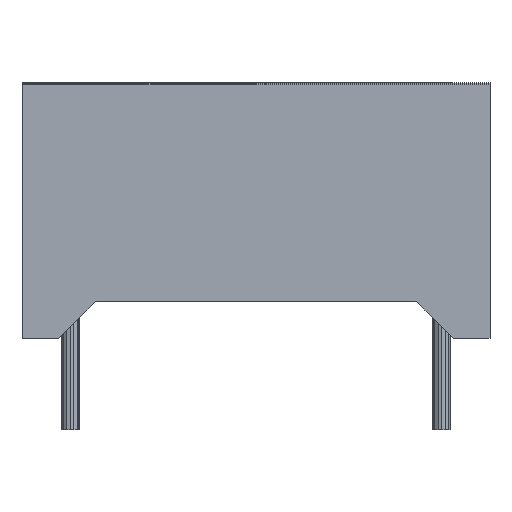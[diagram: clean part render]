
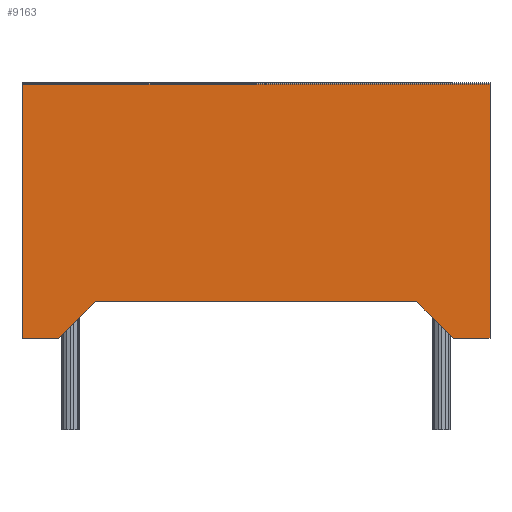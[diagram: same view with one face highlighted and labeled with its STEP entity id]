
A CAD part, front view. The second image highlights one B-rep face of the part: STEP entity #9163.
In plain terms, the highlighted planar face has unit normal (0, -1, 0).
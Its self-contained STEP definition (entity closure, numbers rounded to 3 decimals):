
#7583 = VERTEX_POINT('',#7584);
#7584 = CARTESIAN_POINT('',(2.496,-5.854,2.711));
#7607 = VERTEX_POINT('',#7608);
#7608 = CARTESIAN_POINT('',(-2.496,-5.854,2.711));
#7631 = EDGE_CURVE('',#7607,#7583,#7632,.T.);
#7632 = LINE('',#7633,#7634);
#7633 = CARTESIAN_POINT('',(-2.496,-5.854,2.711));
#7634 = VECTOR('',#7635,1.);
#7635 = DIRECTION('',(1.,0.,0.));
#9065 = EDGE_CURVE('',#9066,#7583,#9068,.T.);
#9066 = VERTEX_POINT('',#9067);
#9067 = CARTESIAN_POINT('',(2.496,-5.854,0.));
#9068 = LINE('',#9069,#9070);
#9069 = CARTESIAN_POINT('',(2.496,-5.854,0.));
#9070 = VECTOR('',#9071,1.);
#9071 = DIRECTION('',(0.,0.,1.));
#9121 = EDGE_CURVE('',#9122,#7607,#9124,.T.);
#9122 = VERTEX_POINT('',#9123);
#9123 = CARTESIAN_POINT('',(-2.496,-5.854,0.));
#9124 = LINE('',#9125,#9126);
#9125 = CARTESIAN_POINT('',(-2.496,-5.854,0.));
#9126 = VECTOR('',#9127,1.);
#9127 = DIRECTION('',(0.,0.,1.));
#9163 = ADVANCED_FACE('',(#9164),#9207,.T.);
#9164 = FACE_BOUND('',#9165,.T.);
#9165 = EDGE_LOOP('',(#9166,#9167,#9168,#9169,#9177,#9185,#9193,#9201));
#9166 = ORIENTED_EDGE('',*,*,#9065,.T.);
#9167 = ORIENTED_EDGE('',*,*,#7631,.F.);
#9168 = ORIENTED_EDGE('',*,*,#9121,.F.);
#9169 = ORIENTED_EDGE('',*,*,#9170,.T.);
#9170 = EDGE_CURVE('',#9122,#9171,#9173,.T.);
#9171 = VERTEX_POINT('',#9172);
#9172 = CARTESIAN_POINT('',(-2.106,-5.854,0.));
#9173 = LINE('',#9174,#9175);
#9174 = CARTESIAN_POINT('',(-2.496,-5.854,0.));
#9175 = VECTOR('',#9176,1.);
#9176 = DIRECTION('',(1.,0.,0.));
#9177 = ORIENTED_EDGE('',*,*,#9178,.T.);
#9178 = EDGE_CURVE('',#9171,#9179,#9181,.T.);
#9179 = VERTEX_POINT('',#9180);
#9180 = CARTESIAN_POINT('',(-1.716,-5.854,0.39));
#9181 = LINE('',#9182,#9183);
#9182 = CARTESIAN_POINT('',(-2.106,-5.854,0.));
#9183 = VECTOR('',#9184,1.);
#9184 = DIRECTION('',(0.707,0.,0.707
    ));
#9185 = ORIENTED_EDGE('',*,*,#9186,.T.);
#9186 = EDGE_CURVE('',#9179,#9187,#9189,.T.);
#9187 = VERTEX_POINT('',#9188);
#9188 = CARTESIAN_POINT('',(1.716,-5.854,0.39));
#9189 = LINE('',#9190,#9191);
#9190 = CARTESIAN_POINT('',(-1.716,-5.854,0.39));
#9191 = VECTOR('',#9192,1.);
#9192 = DIRECTION('',(1.,0.,0.));
#9193 = ORIENTED_EDGE('',*,*,#9194,.T.);
#9194 = EDGE_CURVE('',#9187,#9195,#9197,.T.);
#9195 = VERTEX_POINT('',#9196);
#9196 = CARTESIAN_POINT('',(2.106,-5.854,0.));
#9197 = LINE('',#9198,#9199);
#9198 = CARTESIAN_POINT('',(1.716,-5.854,0.39));
#9199 = VECTOR('',#9200,1.);
#9200 = DIRECTION('',(0.707,0.,
    -0.707));
#9201 = ORIENTED_EDGE('',*,*,#9202,.T.);
#9202 = EDGE_CURVE('',#9195,#9066,#9203,.T.);
#9203 = LINE('',#9204,#9205);
#9204 = CARTESIAN_POINT('',(-2.496,-5.854,0.));
#9205 = VECTOR('',#9206,1.);
#9206 = DIRECTION('',(1.,0.,0.));
#9207 = PLANE('',#9208);
#9208 = AXIS2_PLACEMENT_3D('',#9209,#9210,#9211);
#9209 = CARTESIAN_POINT('',(-2.496,-5.854,0.));
#9210 = DIRECTION('',(0.,-1.,0.));
#9211 = DIRECTION('',(0.,0.,1.));
